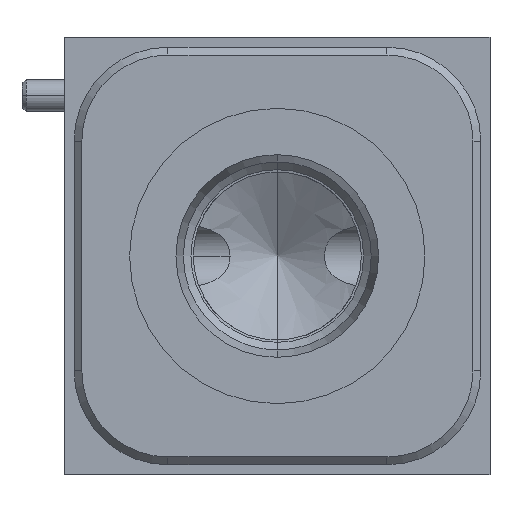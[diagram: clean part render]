
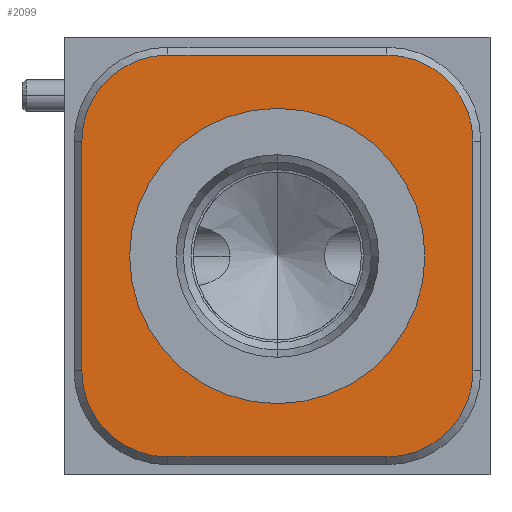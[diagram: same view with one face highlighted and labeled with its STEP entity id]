
A CAD part, left-side view. The second image highlights one B-rep face of the part: STEP entity #2099.
In plain terms, the highlighted planar face has unit normal (-1, 0, 0).
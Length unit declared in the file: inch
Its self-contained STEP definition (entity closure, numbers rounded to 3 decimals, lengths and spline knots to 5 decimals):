
#57=CARTESIAN_POINT('',(0.,-1.288,1.334));
#58=DIRECTION('',(1.,0.,0.));
#59=DIRECTION('',(0.,0.,1.));
#60=AXIS2_PLACEMENT_3D('',#57,#58,#59);
#71=CARTESIAN_POINT('',(0.,-0.85,0.875));
#72=DIRECTION('',(1.,0.,0.));
#73=DIRECTION('',(0.,0.,-1.));
#74=AXIS2_PLACEMENT_3D('',#71,#72,#73);
#76=CARTESIAN_POINT('',(0.,-0.85,0.875));
#77=DIRECTION('',(1.,0.,0.));
#78=DIRECTION('',(0.,0.,1.));
#79=AXIS2_PLACEMENT_3D('',#76,#77,#78);
#1528=DIRECTION('',(0.,0.,-1.));
#1529=VECTOR('',#1528,0.918);
#1530=CARTESIAN_POINT('',(0.,-1.632,1.334));
#1531=LINE('',#1530,#1529);
#1548=CARTESIAN_POINT('',(0.,-1.288,0.416));
#1549=DIRECTION('',(1.,0.,0.));
#1550=DIRECTION('',(0.,-1.,0.));
#1551=AXIS2_PLACEMENT_3D('',#1548,#1549,#1550);
#1566=DIRECTION('',(0.,1.,0.));
#1567=VECTOR('',#1566,0.875);
#1568=CARTESIAN_POINT('',(0.,-1.288,0.072));
#1569=LINE('',#1568,#1567);
#1582=CARTESIAN_POINT('',(0.,-0.413,0.416));
#1583=DIRECTION('',(1.,0.,0.));
#1584=DIRECTION('',(0.,0.,-1.));
#1585=AXIS2_PLACEMENT_3D('',#1582,#1583,#1584);
#1596=DIRECTION('',(0.,0.,1.));
#1597=VECTOR('',#1596,0.918);
#1598=CARTESIAN_POINT('',(0.,-0.069,0.416));
#1599=LINE('',#1598,#1597);
#1616=CARTESIAN_POINT('',(0.,-0.413,1.334));
#1617=DIRECTION('',(1.,0.,0.));
#1618=DIRECTION('',(0.,1.,0.));
#1619=AXIS2_PLACEMENT_3D('',#1616,#1617,#1618);
#1630=DIRECTION('',(0.,-1.,0.));
#1631=VECTOR('',#1630,0.875);
#1632=CARTESIAN_POINT('',(0.,-0.413,1.678));
#1633=LINE('',#1632,#1631);
#1790=CARTESIAN_POINT('',(0.,-0.85,0.285));
#1792=VERTEX_POINT('',#1790);
#1794=CARTESIAN_POINT('',(0.,-0.85,1.465));
#1796=VERTEX_POINT('',#1794);
#1852=CARTESIAN_POINT('',(0.,-1.288,0.072));
#1853=CARTESIAN_POINT('',(0.,-0.413,0.072));
#1854=VERTEX_POINT('',#1852);
#1855=VERTEX_POINT('',#1853);
#1860=CARTESIAN_POINT('',(0.,-0.069,0.416));
#1861=VERTEX_POINT('',#1860);
#1864=CARTESIAN_POINT('',(0.,-0.069,1.334));
#1865=VERTEX_POINT('',#1864);
#1868=CARTESIAN_POINT('',(0.,-0.413,1.678));
#1869=VERTEX_POINT('',#1868);
#1872=CARTESIAN_POINT('',(0.,-1.288,1.678));
#1873=VERTEX_POINT('',#1872);
#1876=CARTESIAN_POINT('',(0.,-1.632,1.334));
#1877=VERTEX_POINT('',#1876);
#1880=CARTESIAN_POINT('',(0.,-1.632,0.416));
#1881=VERTEX_POINT('',#1880);
#2071=CARTESIAN_POINT('',(0.,0.,0.));
#2072=DIRECTION('',(-1.,0.,0.));
#2073=DIRECTION('',(0.,-1.,0.));
#2074=AXIS2_PLACEMENT_3D('',#2071,#2072,#2073);
#2075=PLANE('',#2074);
#2076=ORIENTED_EDGE('',*,*,#2061,.T.);
#2078=ORIENTED_EDGE('',*,*,#2077,.T.);
#2080=ORIENTED_EDGE('',*,*,#2079,.T.);
#2082=ORIENTED_EDGE('',*,*,#2081,.T.);
#2084=ORIENTED_EDGE('',*,*,#2083,.T.);
#2086=ORIENTED_EDGE('',*,*,#2085,.T.);
#2088=ORIENTED_EDGE('',*,*,#2087,.T.);
#2090=ORIENTED_EDGE('',*,*,#2089,.T.);
#2091=EDGE_LOOP('',(#2076,#2078,#2080,#2082,#2084,#2086,#2088,#2090));
#2092=FACE_OUTER_BOUND('',#2091,.F.);
#2094=ORIENTED_EDGE('',*,*,#2093,.F.);
#2096=ORIENTED_EDGE('',*,*,#2095,.F.);
#2097=EDGE_LOOP('',(#2094,#2096));
#2098=FACE_BOUND('',#2097,.F.);
#2099=ADVANCED_FACE('',(#2092,#2098),#2075,.T.);
#61=CIRCLE('',#60,0.344);
#75=CIRCLE('',#74,0.59);
#80=CIRCLE('',#79,0.59);
#1552=CIRCLE('',#1551,0.344);
#1586=CIRCLE('',#1585,0.344);
#1620=CIRCLE('',#1619,0.344);
#2061=EDGE_CURVE('',#1873,#1877,#61,.T.);
#2077=EDGE_CURVE('',#1877,#1881,#1531,.T.);
#2079=EDGE_CURVE('',#1881,#1854,#1552,.T.);
#2081=EDGE_CURVE('',#1854,#1855,#1569,.T.);
#2083=EDGE_CURVE('',#1855,#1861,#1586,.T.);
#2085=EDGE_CURVE('',#1861,#1865,#1599,.T.);
#2087=EDGE_CURVE('',#1865,#1869,#1620,.T.);
#2089=EDGE_CURVE('',#1869,#1873,#1633,.T.);
#2093=EDGE_CURVE('',#1792,#1796,#75,.T.);
#2095=EDGE_CURVE('',#1796,#1792,#80,.T.);
